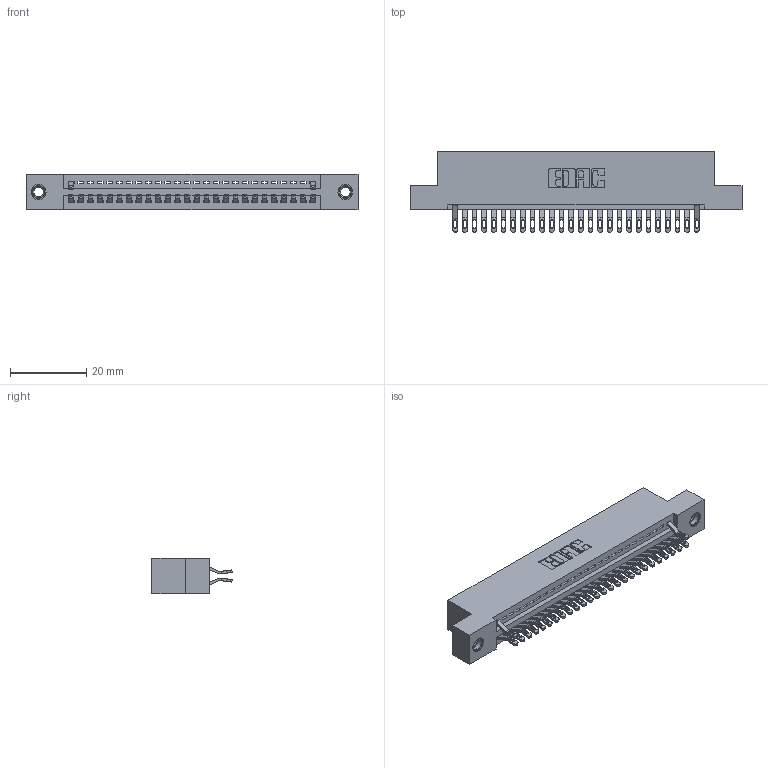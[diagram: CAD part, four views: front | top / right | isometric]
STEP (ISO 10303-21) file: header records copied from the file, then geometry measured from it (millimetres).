
FILE_DESCRIPTION (( 'STEP AP203' ), '1' );
FILE_NAME ('345-052-555-207.STEP', '2018-09-22T23:42:36', ( '' ), ( '' ), 'SwSTEP 2.0', 'SolidWorks 2016', '' );
FILE_SCHEMA (( 'CONFIG_CONTROL_DESIGN' ));
Length unit declared in the file: inch
Products named in the file (4): 345-250-001_345-250-005-103; 345-052-555-207; 345 Part_Flush Mounting Lugs - 0.156 Dia-TI; 345-292-001_555 Tail
Assembly tree (31 placements, depth 2):
  345-052-555-207
    345 Part_Flush Mounting Lugs - 0.156 Dia-TI
    345-292-001_555 Tail  x28
    345-250-001_345-250-005-103  x2
Bounding box: 87.25 x 21.13 x 9.4 mm (x, y, z)
Volume: 8178.3 mm3; surface area: 10864.1 mm2
Topology: 31 solids, 31 shells, 1946 faces, 6081 edges, 4046 vertices
Faces by surface type: plane 1148, cylinder 782, cone 12, torus 4
Entity records: 23298 total; most frequent: CARTESIAN_POINT 4041, ORIENTED_EDGE 3962, DIRECTION 3551, EDGE_CURVE 1981, LINE 1705, VECTOR 1705, VERTEX_POINT 1316, AXIS2_PLACEMENT_3D 923
